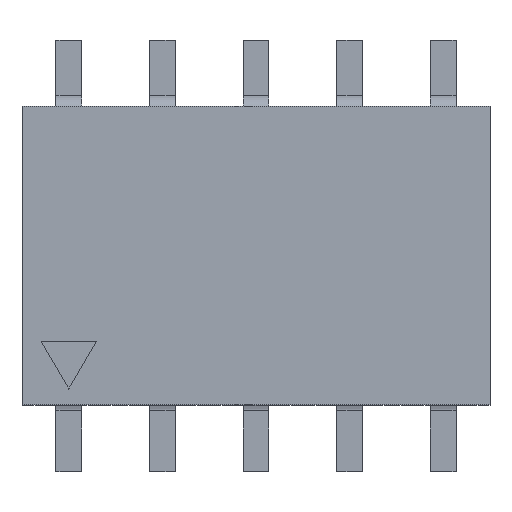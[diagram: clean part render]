
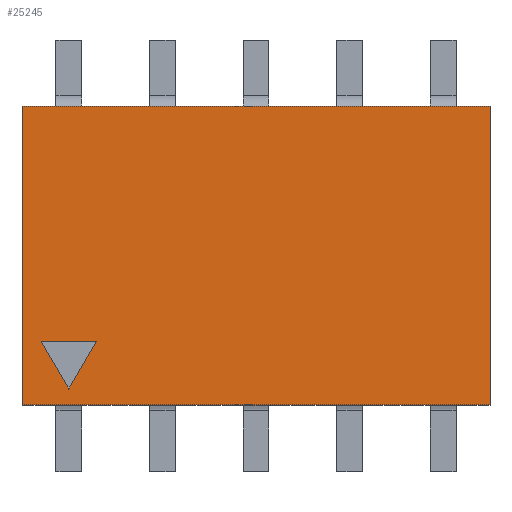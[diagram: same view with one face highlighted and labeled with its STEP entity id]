
A CAD part, top view. The second image highlights one B-rep face of the part: STEP entity #25245.
In plain terms, the highlighted planar face has unit normal (0, 0, 1).
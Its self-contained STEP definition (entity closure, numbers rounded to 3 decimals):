
#20=FACE_BOUND('',#4316,.T.);
#2900=FACE_OUTER_BOUND('',#4315,.T.);
#4315=EDGE_LOOP('',(#22145,#22146,#22147,#22148));
#4316=EDGE_LOOP('',(#22149,#22150,#22151));
#6775=LINE('',#45638,#9426);
#6887=LINE('',#45850,#9538);
#6888=LINE('',#45852,#9539);
#6889=LINE('',#45853,#9540);
#6890=LINE('',#45856,#9541);
#6891=LINE('',#45858,#9542);
#6892=LINE('',#45859,#9543);
#9426=VECTOR('',#33870,1.);
#9538=VECTOR('',#33984,1.);
#9539=VECTOR('',#33987,1.);
#9540=VECTOR('',#33988,1.);
#9541=VECTOR('',#33989,1.);
#9542=VECTOR('',#33990,1.);
#9543=VECTOR('',#33991,1.);
#11810=VERTEX_POINT('',#45634);
#11812=VERTEX_POINT('',#45637);
#11871=VERTEX_POINT('',#45758);
#11911=VERTEX_POINT('',#45848);
#11912=VERTEX_POINT('',#45854);
#11913=VERTEX_POINT('',#45855);
#11914=VERTEX_POINT('',#45857);
#15321=EDGE_CURVE('',#11810,#11812,#6775,.T.);
#15433=EDGE_CURVE('',#11911,#11871,#6887,.T.);
#15434=EDGE_CURVE('',#11810,#11871,#6888,.T.);
#15435=EDGE_CURVE('',#11812,#11911,#6889,.T.);
#15436=EDGE_CURVE('',#11912,#11913,#6890,.T.);
#15437=EDGE_CURVE('',#11912,#11914,#6891,.T.);
#15438=EDGE_CURVE('',#11913,#11914,#6892,.T.);
#22145=ORIENTED_EDGE('',*,*,#15434,.T.);
#22146=ORIENTED_EDGE('',*,*,#15433,.F.);
#22147=ORIENTED_EDGE('',*,*,#15435,.F.);
#22148=ORIENTED_EDGE('',*,*,#15321,.F.);
#22149=ORIENTED_EDGE('',*,*,#15436,.F.);
#22150=ORIENTED_EDGE('',*,*,#15437,.T.);
#22151=ORIENTED_EDGE('',*,*,#15438,.F.);
#23845=PLANE('',#27428);
#25245=ADVANCED_FACE('',(#2900,#20),#23845,.T.);
#27428=AXIS2_PLACEMENT_3D('',#45851,#33985,#33986);
#33870=DIRECTION('',(-1.,0.,0.));
#33984=DIRECTION('',(1.,0.,0.));
#33985=DIRECTION('center_axis',(0.,0.,1.));
#33986=DIRECTION('ref_axis',(-1.,0.,0.));
#33987=DIRECTION('',(0.,1.,0.));
#33988=DIRECTION('',(0.,1.,0.));
#33989=DIRECTION('',(0.501,-0.865,0.));
#33990=DIRECTION('',(1.,0.001,0.));
#33991=DIRECTION('',(0.499,0.867,0.));
#45634=CARTESIAN_POINT('',(-9.658,-19.191,2.89));
#45637=CARTESIAN_POINT('',(-22.358,-19.191,2.89));
#45638=CARTESIAN_POINT('',(3.042,-19.191,2.89));
#45758=CARTESIAN_POINT('',(-9.658,-11.091,2.89));
#45848=CARTESIAN_POINT('',(-22.358,-11.091,2.89));
#45850=CARTESIAN_POINT('',(-22.358,-11.091,2.89));
#45851=CARTESIAN_POINT('Origin',(-9.658,-15.141,2.89));
#45852=CARTESIAN_POINT('',(-9.658,-15.141,2.89));
#45853=CARTESIAN_POINT('',(-22.358,-19.191,2.89));
#45854=CARTESIAN_POINT('',(-21.84,-17.462,2.89));
#45855=CARTESIAN_POINT('',(-21.088,-18.761,2.89));
#45856=CARTESIAN_POINT('',(-21.84,-17.462,2.89));
#45857=CARTESIAN_POINT('',(-20.34,-17.461,2.89));
#45858=CARTESIAN_POINT('',(-20.34,-17.461,2.89));
#45859=CARTESIAN_POINT('',(-21.088,-18.761,2.89));
